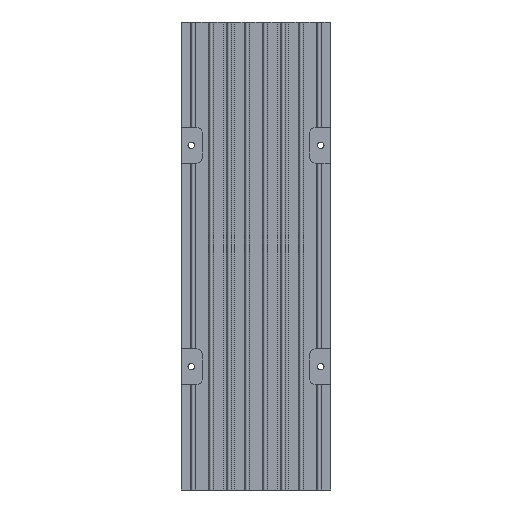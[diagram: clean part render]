
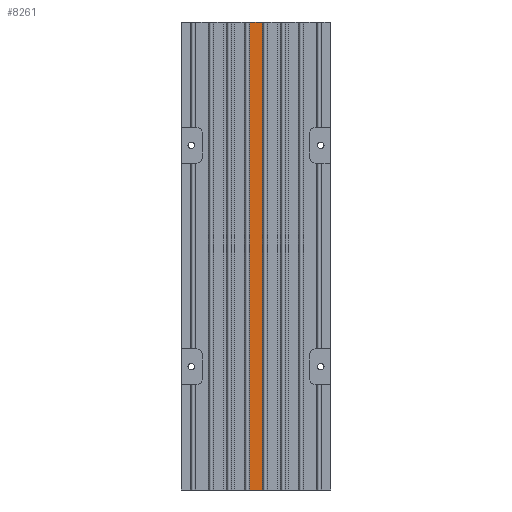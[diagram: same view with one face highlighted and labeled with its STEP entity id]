
A CAD part, front view. The second image highlights one B-rep face of the part: STEP entity #8261.
In plain terms, the highlighted planar face has unit normal (0, -1, 0).
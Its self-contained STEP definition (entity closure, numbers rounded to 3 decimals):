
#8261=ADVANCED_FACE('',(#17405),#17407,.T.);
#17405=FACE_BOUND('',#17406,.T.);
#17406=EDGE_LOOP('',(#25577,#25578,#25579,#25580));
#17407=PLANE('',#17408);
#17408=AXIS2_PLACEMENT_3D('',#17409,#17410,#17411);
#17409=CARTESIAN_POINT('',(-135.,-6.,0.));
#17410=DIRECTION('',(0.,-1.,0.));
#17411=DIRECTION('',(1.,0.,0.));
#25577=ORIENTED_EDGE('',*,*,#30127,.F.);
#25578=ORIENTED_EDGE('',*,*,#29533,.F.);
#25579=ORIENTED_EDGE('',*,*,#30128,.F.);
#25580=ORIENTED_EDGE('',*,*,#28940,.T.);
#28940=EDGE_CURVE('',#34102,#34100,#34103,.T.);
#29533=EDGE_CURVE('',#35285,#35287,#35288,.T.);
#30127=EDGE_CURVE('',#35287,#34100,#36177,.T.);
#30128=EDGE_CURVE('',#34102,#35285,#36178,.T.);
#34100=VERTEX_POINT('',#45860);
#34102=VERTEX_POINT('',#45864);
#34103=LINE('',#45865,#45866);
#35285=VERTEX_POINT('',#48787);
#35287=VERTEX_POINT('',#48791);
#35288=LINE('',#48792,#48793);
#36177=LINE('',#51147,#51148);
#36178=LINE('',#51150,#51151);
#45860=CARTESIAN_POINT('',(-44.,-6.,0.));
#45864=CARTESIAN_POINT('',(-51.,-6.,0.));
#45865=CARTESIAN_POINT('',(-51.,-6.,0.));
#45866=VECTOR('',#45867,1.);
#45867=DIRECTION('',(1.,0.,0.));
#48787=CARTESIAN_POINT('',(-51.,-6.,260.));
#48791=CARTESIAN_POINT('',(-44.,-6.,260.));
#48792=CARTESIAN_POINT('',(-51.,-6.,260.));
#48793=VECTOR('',#48794,1.);
#48794=DIRECTION('',(1.,0.,0.));
#51147=CARTESIAN_POINT('',(-44.,-6.,260.));
#51148=VECTOR('',#51149,1.);
#51149=DIRECTION('',(0.,0.,-1.));
#51150=CARTESIAN_POINT('',(-51.,-6.,0.));
#51151=VECTOR('',#51152,1.);
#51152=DIRECTION('',(0.,0.,1.));
